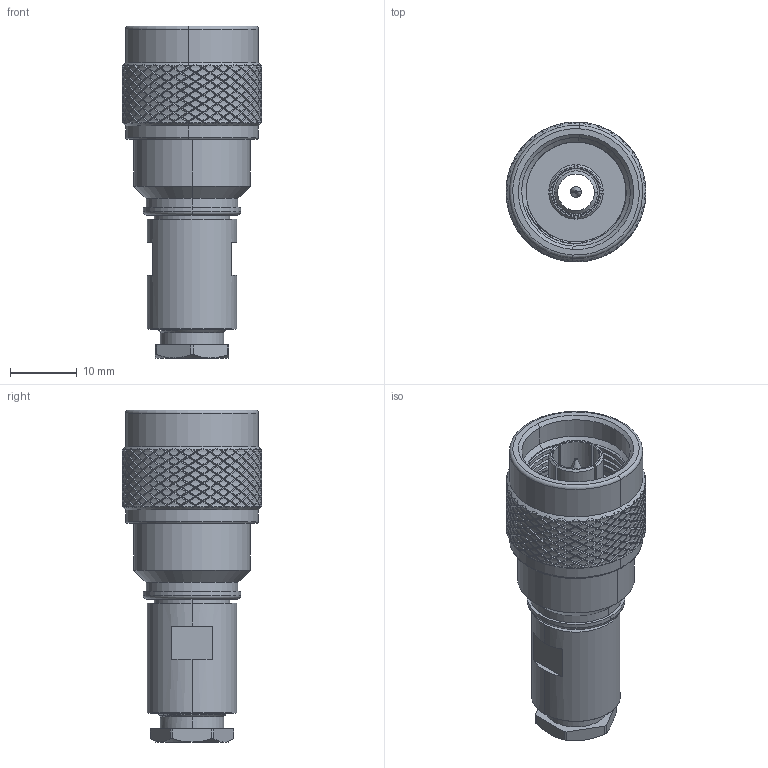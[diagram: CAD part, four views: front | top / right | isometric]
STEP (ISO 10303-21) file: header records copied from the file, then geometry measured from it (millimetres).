
FILE_DESCRIPTION (( 'STEP AP214' ), '1' );
FILE_NAME ('25-001-P3-AW.STEP', '2024-10-31T10:07:38', ( '' ), ( '' ), 'SwSTEP 2.0', 'SolidWorks 2024', '' );
FILE_SCHEMA (( 'AUTOMOTIVE_DESIGN' ));
Products named in the file (1): 25-001-P3-AW
Bounding box: 21 x 21 x 49.85 mm (x, y, z)
Surface area: 5141.1 mm2 (no closed solid volume)
Topology: 0 solids, 9 shells, 2255 faces, 5035 edges, 2767 vertices
Faces by surface type: bspline 1683, cylinder 488, cone 42, plane 34, torus 6, sphere 2
Entity records: 114519 total; most frequent: CARTESIAN_POINT 84861, ORIENTED_EDGE 9711, EDGE_CURVE 5035, VERTEX_POINT 2767, EDGE_LOOP 2264, FACE_OUTER_BOUND 2255, ADVANCED_FACE 2255, DIRECTION 1995
